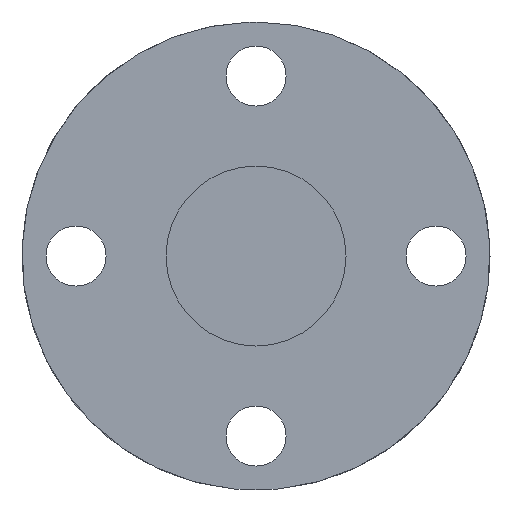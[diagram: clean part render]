
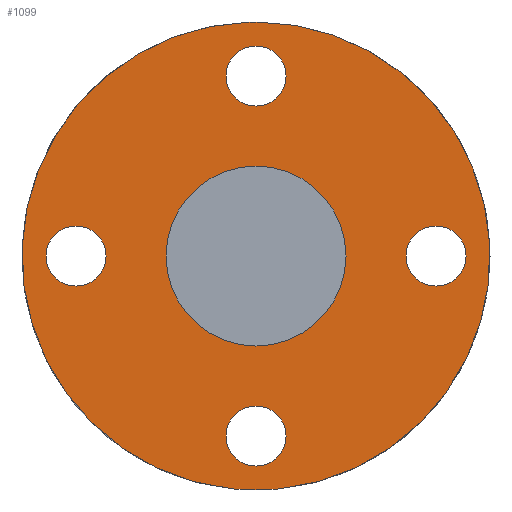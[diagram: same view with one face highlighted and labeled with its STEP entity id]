
A CAD part, front view. The second image highlights one B-rep face of the part: STEP entity #1099.
In plain terms, the highlighted planar face has unit normal (0, -1, 0).
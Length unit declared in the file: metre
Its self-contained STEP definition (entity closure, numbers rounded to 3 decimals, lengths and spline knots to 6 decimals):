
#31=PLANE('',#1218);
#117=CIRCLE('',#1182,0.0078);
#123=CIRCLE('',#1189,0.0078);
#133=CIRCLE('',#1211,0.003);
#135=CIRCLE('',#1216,0.0078);
#136=CIRCLE('',#1219,0.001);
#137=CIRCLE('',#1220,0.001);
#138=CIRCLE('',#1221,0.001);
#139=CIRCLE('',#1222,0.001);
#356=ORIENTED_EDGE('',*,*,#628,.T.);
#357=ORIENTED_EDGE('',*,*,#629,.T.);
#358=ORIENTED_EDGE('',*,*,#630,.T.);
#359=ORIENTED_EDGE('',*,*,#631,.T.);
#360=ORIENTED_EDGE('',*,*,#620,.F.);
#361=ORIENTED_EDGE('',*,*,#622,.T.);
#362=ORIENTED_EDGE('',*,*,#593,.F.);
#363=ORIENTED_EDGE('',*,*,#627,.T.);
#364=ORIENTED_EDGE('',*,*,#625,.F.);
#365=ORIENTED_EDGE('',*,*,#623,.T.);
#366=ORIENTED_EDGE('',*,*,#585,.F.);
#585=EDGE_CURVE('',#730,#731,#117,.T.);
#593=EDGE_CURVE('',#738,#739,#123,.T.);
#620=EDGE_CURVE('',#746,#746,#133,.T.);
#622=EDGE_CURVE('',#730,#739,#805,.T.);
#623=EDGE_CURVE('',#748,#731,#806,.T.);
#625=EDGE_CURVE('',#748,#749,#135,.T.);
#627=EDGE_CURVE('',#738,#749,#809,.T.);
#628=EDGE_CURVE('',#750,#750,#136,.T.);
#629=EDGE_CURVE('',#751,#751,#137,.T.);
#630=EDGE_CURVE('',#752,#752,#138,.T.);
#631=EDGE_CURVE('',#753,#753,#139,.T.);
#730=VERTEX_POINT('',#2281);
#731=VERTEX_POINT('',#2283);
#738=VERTEX_POINT('',#2298);
#739=VERTEX_POINT('',#2300);
#746=VERTEX_POINT('',#2370);
#748=VERTEX_POINT('',#2377);
#749=VERTEX_POINT('',#2381);
#750=VERTEX_POINT('',#2387);
#751=VERTEX_POINT('',#2389);
#752=VERTEX_POINT('',#2391);
#753=VERTEX_POINT('',#2393);
#805=LINE('',#2374,#857);
#806=LINE('',#2376,#858);
#809=LINE('',#2384,#861);
#857=VECTOR('',#1460,1.);
#858=VECTOR('',#1463,1.);
#861=VECTOR('',#1472,1.);
#902=EDGE_LOOP('',(#356));
#903=EDGE_LOOP('',(#357));
#904=EDGE_LOOP('',(#358));
#905=EDGE_LOOP('',(#359));
#906=EDGE_LOOP('',(#360));
#907=EDGE_LOOP('',(#361,#362,#363,#364,#365,#366));
#986=FACE_BOUND('',#902,.T.);
#987=FACE_BOUND('',#903,.T.);
#988=FACE_BOUND('',#904,.T.);
#989=FACE_BOUND('',#905,.T.);
#990=FACE_BOUND('',#906,.T.);
#991=FACE_BOUND('',#907,.T.);
#1099=ADVANCED_FACE('',(#986,#987,#988,#989,#990,#991),#31,.F.);
#1182=AXIS2_PLACEMENT_3D('',#2282,#1385,#1386);
#1189=AXIS2_PLACEMENT_3D('',#2299,#1401,#1402);
#1211=AXIS2_PLACEMENT_3D('',#2369,#1454,#1455);
#1216=AXIS2_PLACEMENT_3D('',#2380,#1467,#1468);
#1218=AXIS2_PLACEMENT_3D('',#2385,#1473,#1474);
#1219=AXIS2_PLACEMENT_3D('',#2386,#1475,#1476);
#1220=AXIS2_PLACEMENT_3D('',#2388,#1477,#1478);
#1221=AXIS2_PLACEMENT_3D('',#2390,#1479,#1480);
#1222=AXIS2_PLACEMENT_3D('',#2392,#1481,#1482);
#1385=DIRECTION('',(0.,1.,0.));
#1386=DIRECTION('',(0.,0.,1.));
#1401=DIRECTION('',(0.,1.,0.));
#1402=DIRECTION('',(-0.106,0.,-0.994));
#1454=DIRECTION('',(0.,-1.,0.));
#1455=DIRECTION('',(1.,0.,0.));
#1460=DIRECTION('',(-1.,0.,0.));
#1463=DIRECTION('',(0.996,0.,0.087));
#1467=DIRECTION('',(0.,1.,0.));
#1468=DIRECTION('',(0.068,0.,-0.998));
#1472=DIRECTION('',(0.996,0.,-0.087));
#1473=DIRECTION('',(0.,1.,0.));
#1474=DIRECTION('',(1.,0.,0.));
#1475=DIRECTION('',(0.,1.,0.));
#1476=DIRECTION('',(0.,0.,1.));
#1477=DIRECTION('',(0.,1.,0.));
#1478=DIRECTION('',(0.,0.,1.));
#1479=DIRECTION('',(0.,1.,0.));
#1480=DIRECTION('',(0.,0.,1.));
#1481=DIRECTION('',(0.,1.,0.));
#1482=DIRECTION('',(0.,0.,1.));
#2281=CARTESIAN_POINT('',(0.,0.0029,0.0078));
#2282=CARTESIAN_POINT('',(0.,0.0029,0.));
#2283=CARTESIAN_POINT('',(0.000828,0.0029,-0.007757));
#2298=CARTESIAN_POINT('',(-0.000829,0.0029,-0.007757));
#2299=CARTESIAN_POINT('',(0.,0.0029,0.));
#2300=CARTESIAN_POINT('',(-0.000199,0.0029,0.007799));
#2369=CARTESIAN_POINT('',(0.,0.0029,0.));
#2370=CARTESIAN_POINT('',(0.003,0.0029,0.));
#2374=CARTESIAN_POINT('',(0.,0.0029,0.0078));
#2376=CARTESIAN_POINT('',(0.00068,0.0029,-0.00777));
#2377=CARTESIAN_POINT('',(0.00053,0.0029,-0.007783));
#2380=CARTESIAN_POINT('',(0.,0.0029,0.));
#2381=CARTESIAN_POINT('',(-0.00053,0.0029,-0.007783));
#2384=CARTESIAN_POINT('',(-0.00068,0.0029,-0.00777));
#2385=CARTESIAN_POINT('',(0.,0.0029,0.));
#2386=CARTESIAN_POINT('',(0.,0.0029,0.006));
#2387=CARTESIAN_POINT('',(0.,0.0029,0.007));
#2388=CARTESIAN_POINT('',(-0.006,0.0029,0.));
#2389=CARTESIAN_POINT('',(-0.006,0.0029,0.001));
#2390=CARTESIAN_POINT('',(0.,0.0029,-0.006));
#2391=CARTESIAN_POINT('',(0.,0.0029,-0.005));
#2392=CARTESIAN_POINT('',(0.006,0.0029,0.));
#2393=CARTESIAN_POINT('',(0.006,0.0029,0.001));
